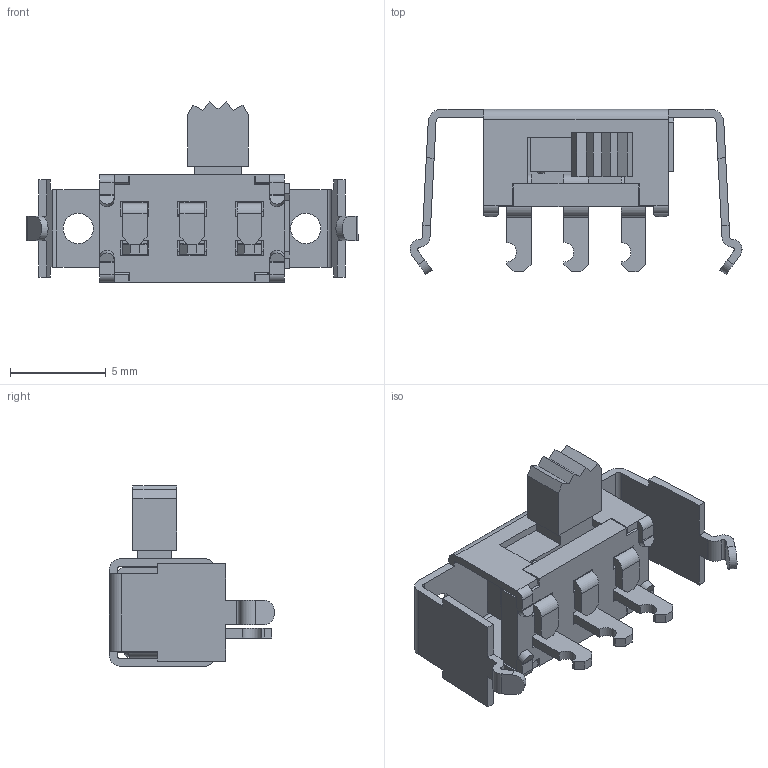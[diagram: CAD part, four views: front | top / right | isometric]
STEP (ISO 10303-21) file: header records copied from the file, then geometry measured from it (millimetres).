
FILE_DESCRIPTION(/* description */ (''),/* implementation_level */ '2;1');
FILE_NAME(/* name */ 'GI-116-0000 Model.stp',/* time_stamp */ '2023-11-03T14:11:09-04:00',/* author */ ('dwiltbank'),/* organization */ (''),/* preprocessor_version */ 'ST-DEVELOPER v19.2',/* originating_system */ 'Autodesk Inventor 2024',/* authorisation */ '');
FILE_SCHEMA (('AUTOMOTIVE_DESIGN { 1 0 10303 214 3 1 1 }'));
Length unit declared in the file: inch
Products named in the file (1): GI-116-0000_Simplify_1
Bounding box: 17.32 x 8.62 x 9.4 mm (x, y, z)
Volume: 223.5 mm3; surface area: 883.9 mm2
Topology: 1 solids, 1 shells, 287 faces, 854 edges, 564 vertices
Faces by surface type: plane 213, cylinder 66, bspline 8
Full cylindrical faces by diameter (mm): 1.524 x2, 1.575 x2
Entity records: 10478 total; most frequent: CARTESIAN_POINT 2260, ORIENTED_EDGE 1708, DIRECTION 1542, EDGE_CURVE 854, LINE 702, VECTOR 702, VERTEX_POINT 564, AXIS2_PLACEMENT_3D 420
